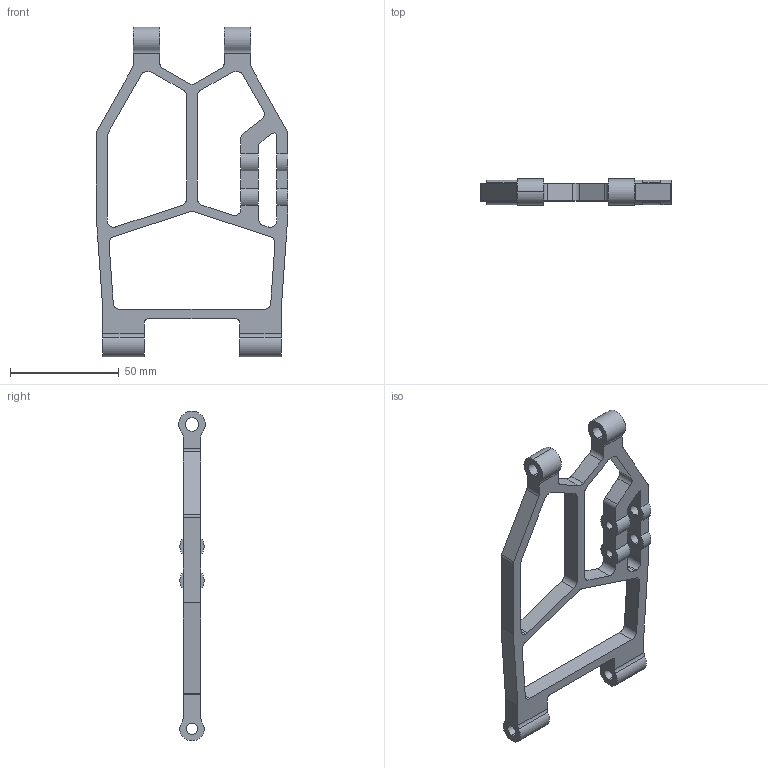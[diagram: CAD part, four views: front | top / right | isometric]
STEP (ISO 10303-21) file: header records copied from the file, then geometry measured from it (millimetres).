
FILE_DESCRIPTION (( 'STEP AP203' ), '1' );
FILE_NAME ('后下横摆臂（数量2，孔径4.2共M5螺纹）.STEP', '2021-09-16T05:08:14', ( '' ), ( '' ), 'SwSTEP 2.0', 'SolidWorks 2018', '' );
FILE_SCHEMA (( 'CONFIG_CONTROL_DESIGN' ));
Length unit declared in the file: millimetre
Products named in the file (1): 后下横摆臂（数量2，孔径4.2共M5螺纹）
Bounding box: 88 x 12.2 x 151.7 mm (x, y, z)
Volume: 30022.7 mm3; surface area: 18507 mm2
Topology: 1 solids, 1 shells, 126 faces, 384 edges, 256 vertices
Faces by surface type: cylinder 79, plane 47
Entity records: 4491 total; most frequent: DIRECTION 796, ORIENTED_EDGE 768, CARTESIAN_POINT 767, EDGE_CURVE 384, AXIS2_PLACEMENT_3D 285, VERTEX_POINT 256, VECTOR 226, LINE 226
